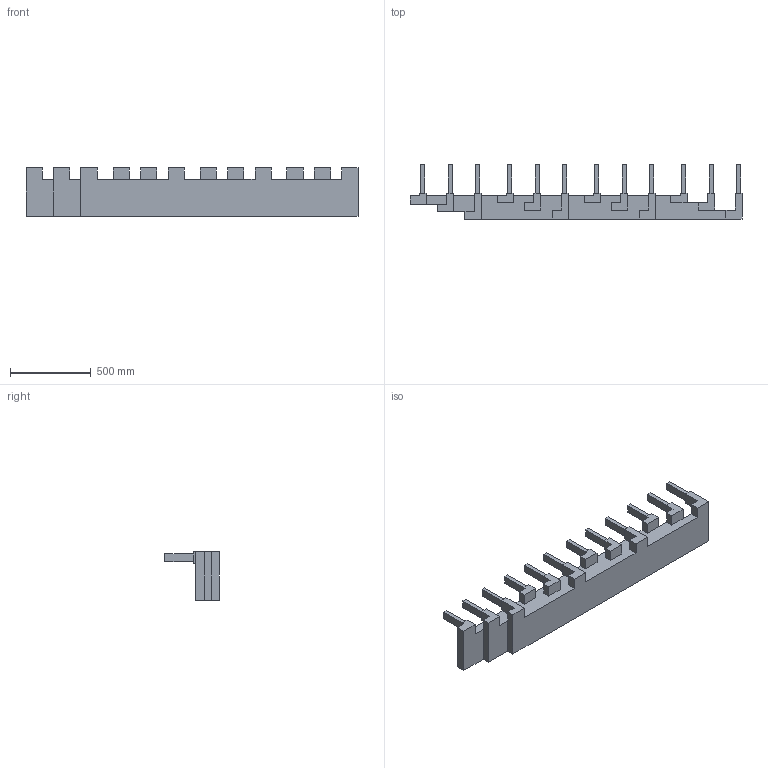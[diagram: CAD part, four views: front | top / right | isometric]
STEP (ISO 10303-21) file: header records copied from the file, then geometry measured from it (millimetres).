
FILE_DESCRIPTION((' '),'2;1');
FILE_NAME('KT7-45-DB-54-4_3D.stp','2012-04-03T16:33:15',(' '),(' '),' ','ACIS',' ');
FILE_SCHEMA(('CONFIG_CONTROL_DESIGN'));
Length unit declared in the file: millimetre
Products named in the file (1): KT7-45-DB-54-4_3D.stp
Bounding box: 2052.5 x 335 x 297.5 mm (x, y, z)
Volume: 66110493.7 mm3; surface area: 2196182.5 mm2
Topology: 1 solids, 1 shells, 156 faces, 407 edges, 265 vertices
Faces by surface type: plane 156
Entity records: 4766 total; most frequent: CARTESIAN_POINT 829, ORIENTED_EDGE 814, DIRECTION 721, VECTOR 407, LINE 407, EDGE_CURVE 407, VERTEX_POINT 265, EDGE_LOOP 168
